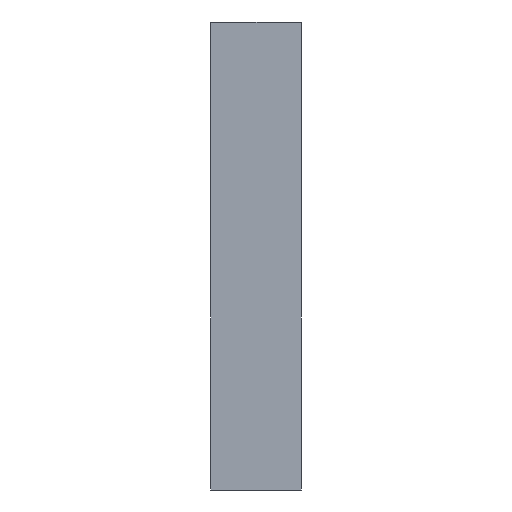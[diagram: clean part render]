
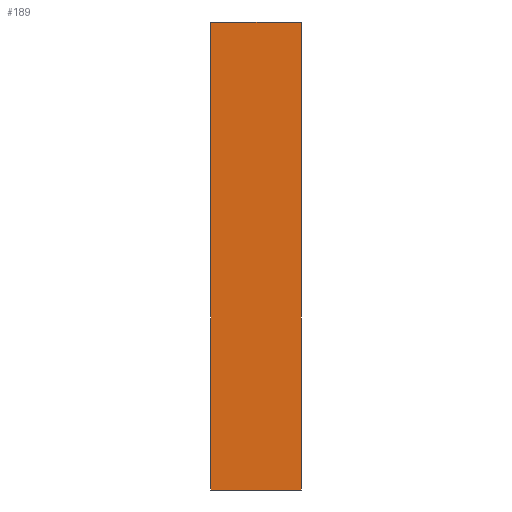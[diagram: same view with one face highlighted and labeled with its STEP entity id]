
A CAD part, left-side view. The second image highlights one B-rep face of the part: STEP entity #189.
In plain terms, the highlighted planar face has unit normal (-1, 0, 0).
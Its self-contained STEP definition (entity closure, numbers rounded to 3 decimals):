
#9 = EDGE_LOOP ( 'NONE', ( #328, #290, #247, #348 ) ) ;
#12 = CARTESIAN_POINT ( 'NONE',  ( 0., 1.59, 0. ) ) ;
#25 = AXIS2_PLACEMENT_3D ( 'NONE', #120, #149, #336 ) ;
#30 = VERTEX_POINT ( 'NONE', #12 ) ;
#58 = LINE ( 'NONE', #188, #135 ) ;
#69 = LINE ( 'NONE', #340, #181 ) ;
#84 = LINE ( 'NONE', #124, #95 ) ;
#86 = CARTESIAN_POINT ( 'NONE',  ( 0., 1.59, -8.25 ) ) ;
#93 = EDGE_CURVE ( 'NONE', #30, #116, #84, .T. ) ;
#95 = VECTOR ( 'NONE', #207, 1000. ) ;
#106 = DIRECTION ( 'NONE',  ( 0., 0., 1. ) ) ;
#116 = VERTEX_POINT ( 'NONE', #150 ) ;
#120 = CARTESIAN_POINT ( 'NONE',  ( 0., 1.59, 0. ) ) ;
#124 = CARTESIAN_POINT ( 'NONE',  ( 0., 1.59, 0. ) ) ;
#135 = VECTOR ( 'NONE', #264, 1000. ) ;
#140 = EDGE_CURVE ( 'NONE', #193, #333, #69, .T. ) ;
#142 = LINE ( 'NONE', #190, #341 ) ;
#149 = DIRECTION ( 'NONE',  ( 1., 0., 0. ) ) ;
#150 = CARTESIAN_POINT ( 'NONE',  ( 0., 0., 0. ) ) ;
#181 = VECTOR ( 'NONE', #230, 1000. ) ;
#188 = CARTESIAN_POINT ( 'NONE',  ( 0., 1.59, 0. ) ) ;
#189 = ADVANCED_FACE ( 'NONE', ( #259 ), #282, .F. ) ;
#190 = CARTESIAN_POINT ( 'NONE',  ( 0., 0., 0. ) ) ;
#193 = VERTEX_POINT ( 'NONE', #86 ) ;
#207 = DIRECTION ( 'NONE',  ( 0., -1., 0. ) ) ;
#217 = CARTESIAN_POINT ( 'NONE',  ( 0., 0., -8.25 ) ) ;
#230 = DIRECTION ( 'NONE',  ( 0., -1., 0. ) ) ;
#247 = ORIENTED_EDGE ( 'NONE', *, *, #345, .F. ) ;
#259 = FACE_OUTER_BOUND ( 'NONE', #9, .T. ) ;
#262 = EDGE_CURVE ( 'NONE', #333, #116, #142, .T. ) ;
#264 = DIRECTION ( 'NONE',  ( 0., 0., 1. ) ) ;
#282 = PLANE ( 'NONE',  #25 ) ;
#290 = ORIENTED_EDGE ( 'NONE', *, *, #93, .F. ) ;
#328 = ORIENTED_EDGE ( 'NONE', *, *, #262, .T. ) ;
#333 = VERTEX_POINT ( 'NONE', #217 ) ;
#336 = DIRECTION ( 'NONE',  ( 0., 0., -1. ) ) ;
#340 = CARTESIAN_POINT ( 'NONE',  ( 0., 1.59, -8.25 ) ) ;
#341 = VECTOR ( 'NONE', #106, 1000. ) ;
#345 = EDGE_CURVE ( 'NONE', #193, #30, #58, .T. ) ;
#348 = ORIENTED_EDGE ( 'NONE', *, *, #140, .T. ) ;
